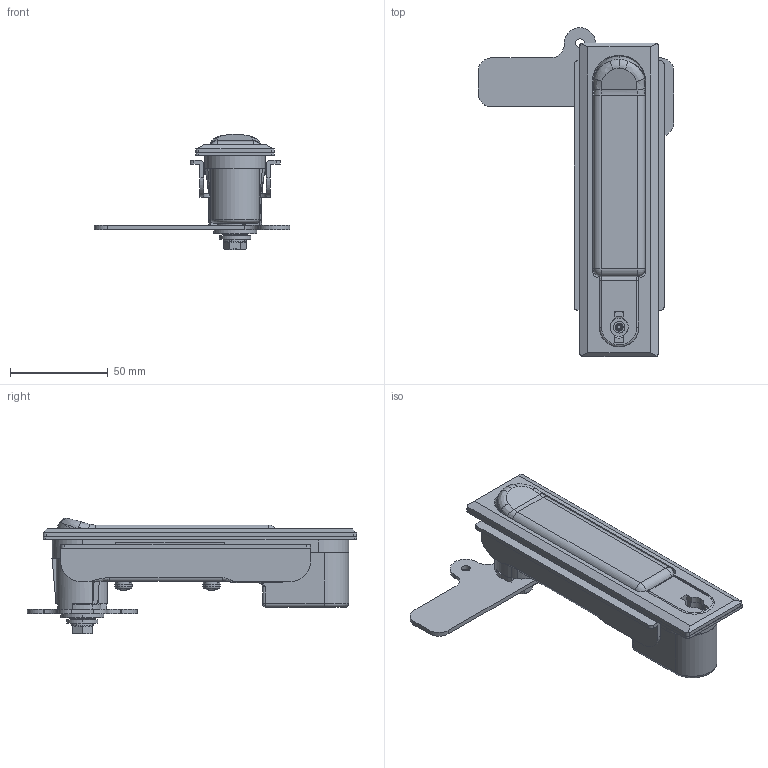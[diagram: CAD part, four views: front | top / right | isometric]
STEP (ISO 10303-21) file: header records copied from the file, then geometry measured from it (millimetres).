
FILE_DESCRIPTION (( 'STEP AP203' ), '1' );
FILE_NAME ('A-480-B-2.STEP', '2021-03-09T22:36:19', ( '' ), ( '' ), 'SwSTEP 2.0', 'SolidWorks 2018', '' );
FILE_SCHEMA (( 'CONFIG_CONTROL_DESIGN' ));
Length unit declared in the file: millimetre
Products named in the file (16): A-480-B-2_ハンドル_; A-480-B-2_十字穴付皿小ねじ_内径基準ver1.03__M3x8十字穴付皿小ねじ(SUS); A-480-B-2_ローター_; A-480-B-2_ワッシャー_; A-480-B-2_スペーサー_; A-480-B-2_六角ボルト_内径基準ver1.06__M6x18十字穴付六角ボルト(SUS)SWシングルセムス(P2); A-480-B-2_パッキン_; A-480-B-2; A-480-B-2_ハンドルシャフト_; A-480-B-2_本体_; A-480-B-2_ローターケース_; AC-25-E-1,-2_AC-25-E-2; A-480-B-2_ストッパー_; A-480-B-2_止め板_; A-480-B-2_回転軸_; A-480-B-2_十字穴付小ねじ_内径基準ver1.04__M5x11十字穴付なべ小ねじ(SUS)SWシングルセムス(P2)
Assembly tree (18 placements, depth 2):
  A-480-B-2
    A-480-B-2_本体_
    A-480-B-2_ハンドル_
    A-480-B-2_回転軸_
    A-480-B-2_ハンドルシャフト_
    A-480-B-2_ローター_
    A-480-B-2_ローターケース_
    A-480-B-2_ストッパー_
    A-480-B-2_スペーサー_
    A-480-B-2_パッキン_
    A-480-B-2_止め板_
    A-480-B-2_ワッシャー_
    AC-25-E-1,-2_AC-25-E-2
    A-480-B-2_六角ボルト_内径基準ver1.06__M6x18十字穴付六角ボルト(SUS)SWシングルセムス(P2)
    A-480-B-2_十字穴付小ねじ_内径基準ver1.04__M5x11十字穴付なべ小ねじ(SUS)SWシングルセムス(P2)  x2
    A-480-B-2_十字穴付皿小ねじ_内径基準ver1.03__M3x8十字穴付皿小ねじ(SUS)  x3
Bounding box: 100 x 168 x 58.99 mm (x, y, z)
Volume: 117584.5 mm3; surface area: 87172.9 mm2
Topology: 18 solids, 18 shells, 911 faces, 2366 edges, 1491 vertices
Faces by surface type: plane 429, cylinder 299, cone 88, bspline 49, torus 30, sphere 16
Entity records: 28133 total; most frequent: CARTESIAN_POINT 7247, ORIENTED_EDGE 4092, DIRECTION 3952, EDGE_CURVE 2046, AXIS2_PLACEMENT_3D 1448, VERTEX_POINT 1299, VECTOR 1056, LINE 1056
